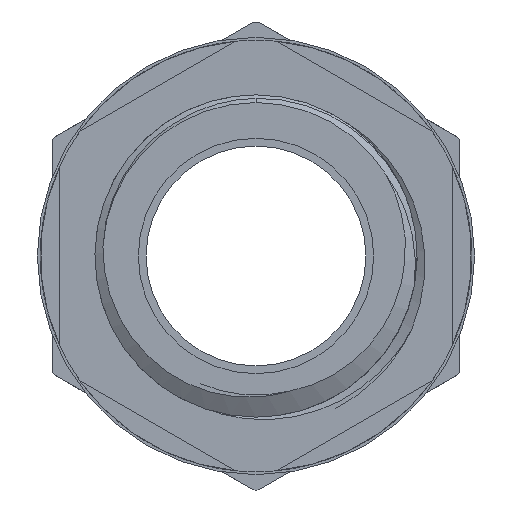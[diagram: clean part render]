
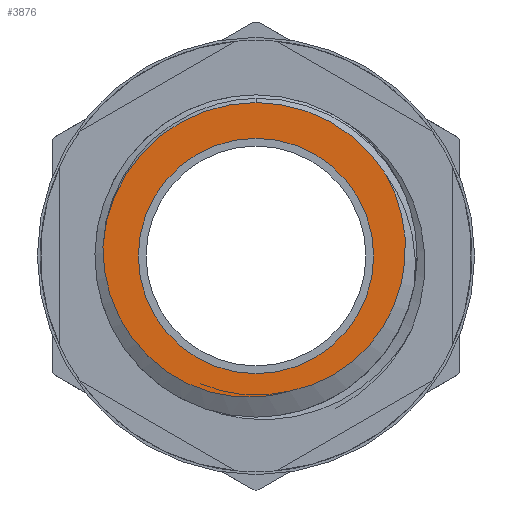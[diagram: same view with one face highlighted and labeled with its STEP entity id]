
A CAD part, front view. The second image highlights one B-rep face of the part: STEP entity #3876.
In plain terms, the highlighted planar face has unit normal (0, -1, 0).
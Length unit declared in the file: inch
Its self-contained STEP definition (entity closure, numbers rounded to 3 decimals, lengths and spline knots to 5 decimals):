
#15 = CARTESIAN_POINT ( 'NONE',  ( 0.07371, -0.59, -0.3566 ) ) ;
#33 = DIRECTION ( 'NONE',  ( 0., 0., 1. ) ) ;
#145 = CARTESIAN_POINT ( 'NONE',  ( -0.39917, -0.59, 0.02568 ) ) ;
#244 = CARTESIAN_POINT ( 'NONE',  ( 0.27194, -0.59, -0.25742 ) ) ;
#286 = CARTESIAN_POINT ( 'NONE',  ( 0.38756, -0.59, 0.06975 ) ) ;
#434 = VERTEX_POINT ( 'NONE', #9987 ) ;
#945 = CARTESIAN_POINT ( 'NONE',  ( -0.20168, -0.59, -0.32109 ) ) ;
#1183 = CARTESIAN_POINT ( 'NONE',  ( 0.11783, -0.59, -0.34642 ) ) ;
#1222 = CARTESIAN_POINT ( 'NONE',  ( 0.30275, -0.59, -0.2244 ) ) ;
#1258 = ORIENTED_EDGE ( 'NONE', *, *, #3800, .F. ) ;
#1261 = CARTESIAN_POINT ( 'NONE',  ( 0.36583, -0.59, 0.15721 ) ) ;
#1469 = DIRECTION ( 'NONE',  ( 0., -1., 0. ) ) ;
#1866 = CARTESIAN_POINT ( 'NONE',  ( -0.39961, -0.59, -0.0045 ) ) ;
#1911 = CARTESIAN_POINT ( 'NONE',  ( -0.16141, -0.59, -0.34053 ) ) ;
#2169 = CARTESIAN_POINT ( 'NONE',  ( 0.34511, -0.59, -0.16298 ) ) ;
#2211 = CARTESIAN_POINT ( 'NONE',  ( 0.33988, -0.59, 0.21091 ) ) ;
#2393 = CIRCLE ( 'NONE', #2972, 0.4 ) ;
#2798 = CARTESIAN_POINT ( 'NONE',  ( -0.39665, -0.59, -0.03415 ) ) ;
#2831 = CARTESIAN_POINT ( 'NONE',  ( -0.11913, -0.59, -0.35502 ) ) ;
#2852 = VERTEX_POINT ( 'NONE', #11082 ) ;
#2972 = AXIS2_PLACEMENT_3D ( 'NONE', #11355, #5716, #33 ) ;
#3098 = CARTESIAN_POINT ( 'NONE',  ( 0., -0.59, 0. ) ) ;
#3104 = CARTESIAN_POINT ( 'NONE',  ( 0.36843, -0.59, -0.10745 ) ) ;
#3290 = ORIENTED_EDGE ( 'NONE', *, *, #11918, .T. ) ;
#3341 = EDGE_CURVE ( 'NONE', #4246, #434, #10809, .T. ) ;
#3557 = ORIENTED_EDGE ( 'NONE', *, *, #9119, .F. ) ;
#3662 = AXIS2_PLACEMENT_3D ( 'NONE', #10769, #5117, #11689 ) ;
#3736 = CARTESIAN_POINT ( 'NONE',  ( 0., -0.59, 0. ) ) ;
#3750 = CARTESIAN_POINT ( 'NONE',  ( -0.37452, -0.59, -0.12138 ) ) ;
#3797 = CARTESIAN_POINT ( 'NONE',  ( -0.06017, -0.59, -0.36728 ) ) ;
#3800 = EDGE_CURVE ( 'NONE', #7026, #11574, #8683, .T. ) ;
#3876 = ADVANCED_FACE ( 'NONE', ( #10576, #5549 ), #8789, .F. ) ;
#4008 = CARTESIAN_POINT ( 'NONE',  ( 0.18681, -0.59, -0.3182 ) ) ;
#4043 = DIRECTION ( 'NONE',  ( 0., 0., 1. ) ) ;
#4049 = CARTESIAN_POINT ( 'NONE',  ( 0.38065, -0.59, -0.06434 ) ) ;
#4246 = VERTEX_POINT ( 'NONE', #145 ) ;
#4275 = ORIENTED_EDGE ( 'NONE', *, *, #3341, .T. ) ;
#4601 = ORIENTED_EDGE ( 'NONE', *, *, #9606, .T. ) ;
#4609 = AXIS2_PLACEMENT_3D ( 'NONE', #3736, #10335, #4668 ) ;
#4668 = DIRECTION ( 'NONE',  ( 0., 0., -1. ) ) ;
#4688 = CARTESIAN_POINT ( 'NONE',  ( -0.33355, -0.59, -0.20068 ) ) ;
#4723 = CARTESIAN_POINT ( 'NONE',  ( 0.01436, -0.59, -0.36709 ) ) ;
#4775 = EDGE_LOOP ( 'NONE', ( #4275, #3290, #4601, #8809 ) ) ;
#4938 = VERTEX_POINT ( 'NONE', #10244 ) ;
#4956 = CARTESIAN_POINT ( 'NONE',  ( 0.22558, -0.59, -0.29496 ) ) ;
#5005 = CARTESIAN_POINT ( 'NONE',  ( 0.38783, -0.59, -0.02013 ) ) ;
#5117 = DIRECTION ( 'NONE',  ( 0., -1., 0. ) ) ;
#5549 = FACE_BOUND ( 'NONE', #12006, .T. ) ;
#5644 = CARTESIAN_POINT ( 'NONE',  ( -0.27485, -0.59, -0.26901 ) ) ;
#5689 = CARTESIAN_POINT ( 'NONE',  ( 0.05908, -0.59, -0.36015 ) ) ;
#5716 = DIRECTION ( 'NONE',  ( 0., -1., 0. ) ) ;
#5799 = EDGE_CURVE ( 'NONE', #2852, #4246, #2393, .T. ) ;
#5909 = CARTESIAN_POINT ( 'NONE',  ( 0.26091, -0.59, -0.26748 ) ) ;
#5947 = CARTESIAN_POINT ( 'NONE',  ( 0.38986, -0.59, 0.02503 ) ) ;
#6616 = CARTESIAN_POINT ( 'NONE',  ( -0.22738, -0.59, -0.30533 ) ) ;
#6652 = CARTESIAN_POINT ( 'NONE',  ( 0.08814, -0.59, -0.35214 ) ) ;
#6876 = CARTESIAN_POINT ( 'NONE',  ( 0.29284, -0.59, -0.23591 ) ) ;
#6921 = CARTESIAN_POINT ( 'NONE',  ( 0.38263, -0.59, 0.09917 ) ) ;
#7026 = VERTEX_POINT ( 'NONE', #7925 ) ;
#7123 = CARTESIAN_POINT ( 'NONE',  ( 0., -0.59, 0. ) ) ;
#7565 = CARTESIAN_POINT ( 'NONE',  ( -0.18848, -0.59, -0.32812 ) ) ;
#7798 = CARTESIAN_POINT ( 'NONE',  ( 0.08814, -0.59, -0.35214 ) ) ;
#7842 = CARTESIAN_POINT ( 'NONE',  ( 0.32998, -0.59, -0.18866 ) ) ;
#7883 = CARTESIAN_POINT ( 'NONE',  ( 0.35434, -0.59, 0.18478 ) ) ;
#7925 = CARTESIAN_POINT ( 'NONE',  ( 0., -0.59, 0.30675 ) ) ;
#8092 = DIRECTION ( 'NONE',  ( 0., 0., 1. ) ) ;
#8216 = CARTESIAN_POINT ( 'NONE',  ( 0., -0.59, -0.30675 ) ) ;
#8455 = CARTESIAN_POINT ( 'NONE',  ( -0.39917, -0.59, 0.02568 ) ) ;
#8530 = CARTESIAN_POINT ( 'NONE',  ( -0.14754, -0.59, -0.34591 ) ) ;
#8683 = CIRCLE ( 'NONE', #4609, 0.30675 ) ;
#8789 = PLANE ( 'NONE',  #12149 ) ;
#8793 = CARTESIAN_POINT ( 'NONE',  ( 0.36321, -0.59, -0.12167 ) ) ;
#8809 = ORIENTED_EDGE ( 'NONE', *, *, #5799, .T. ) ;
#9119 = EDGE_CURVE ( 'NONE', #11574, #7026, #12005, .T. ) ;
#9431 = CARTESIAN_POINT ( 'NONE',  ( -0.38418, -0.59, -0.09246 ) ) ;
#9461 = CARTESIAN_POINT ( 'NONE',  ( -0.1045, -0.59, -0.35877 ) ) ;
#9606 = EDGE_CURVE ( 'NONE', #4938, #2852, #11302, .T. ) ;
#9680 = CARTESIAN_POINT ( 'NONE',  ( 0.14619, -0.59, -0.33717 ) ) ;
#9718 = DIRECTION ( 'NONE',  ( 0., 1., 0. ) ) ;
#9723 = CARTESIAN_POINT ( 'NONE',  ( 0.37714, -0.59, -0.07884 ) ) ;
#9987 = CARTESIAN_POINT ( 'NONE',  ( 0.08814, -0.59, -0.35214 ) ) ;
#10244 = CARTESIAN_POINT ( 'NONE',  ( 0.33988, -0.59, 0.21091 ) ) ;
#10335 = DIRECTION ( 'NONE',  ( 0., -1., 0. ) ) ;
#10350 = CARTESIAN_POINT ( 'NONE',  ( -0.34921, -0.59, -0.17533 ) ) ;
#10386 = CARTESIAN_POINT ( 'NONE',  ( -0.03045, -0.59, -0.36934 ) ) ;
#10576 = FACE_OUTER_BOUND ( 'NONE', #4775, .T. ) ;
#10620 = CARTESIAN_POINT ( 'NONE',  ( 0.20011, -0.59, -0.31096 ) ) ;
#10659 = CARTESIAN_POINT ( 'NONE',  ( 0.386, -0.59, -0.03499 ) ) ;
#10769 = CARTESIAN_POINT ( 'NONE',  ( 0., -0.59, 0. ) ) ;
#10809 = B_SPLINE_CURVE_WITH_KNOTS ( 'NONE', 3,
 ( #8455, #1866, #2798, #9431, #3750, #10350, #4688, #11290, #5644, #12175, #6616, #945, #7565, #1911, #8530, #2831, #9461, #3797, #10386, #4723, #11332, #5689, #15, #6652 ),
 .UNSPECIFIED., .F., .F.,
 ( 4, 2, 2, 2, 2, 2, 2, 2, 2, 2, 2, 4 ),
 ( 0.01058, 0.01285, 0.01512, 0.01738, 0.01965, 0.02078, 0.02192, 0.02305, 0.02419, 0.02645, 0.02759, 0.02872 ),
 .UNSPECIFIED. ) ;
#11082 = CARTESIAN_POINT ( 'NONE',  ( 0., -0.59, 0.4 ) ) ;
#11290 = CARTESIAN_POINT ( 'NONE',  ( -0.296, -0.59, -0.24799 ) ) ;
#11302 = CIRCLE ( 'NONE', #11631, 0.4 ) ;
#11332 = CARTESIAN_POINT ( 'NONE',  ( 0.02941, -0.59, -0.36539 ) ) ;
#11355 = CARTESIAN_POINT ( 'NONE',  ( 0., -0.59, 0. ) ) ;
#11547 = CARTESIAN_POINT ( 'NONE',  ( 0.23773, -0.59, -0.28625 ) ) ;
#11574 = VERTEX_POINT ( 'NONE', #8216 ) ;
#11586 = CARTESIAN_POINT ( 'NONE',  ( 0.38977, -0.59, 0.00998 ) ) ;
#11631 = AXIS2_PLACEMENT_3D ( 'NONE', #7123, #1469, #8092 ) ;
#11689 = DIRECTION ( 'NONE',  ( 0., 0., -1. ) ) ;
#11918 = EDGE_CURVE ( 'NONE', #434, #4938, #11965, .T. ) ;
#11965 = B_SPLINE_CURVE_WITH_KNOTS ( 'NONE', 3,
 ( #7798, #1183, #9680, #4008, #10620, #4956, #11547, #5909, #244, #6876, #1222, #7842, #2169, #8793, #3104, #9723, #4049, #10659, #5005, #11586, #5947, #286, #6921, #1261, #7883, #2211 ),
 .UNSPECIFIED., .F., .F.,
 ( 4, 2, 2, 2, 2, 2, 2, 2, 2, 2, 2, 2, 4 ),
 ( 0., 0.00227, 0.00341, 0.00454, 0.00568, 0.00681, 0.00908, 0.01022, 0.01135, 0.01249, 0.01362, 0.0159, 0.01817 ),
 .UNSPECIFIED. ) ;
#12005 = CIRCLE ( 'NONE', #3662, 0.30675 ) ;
#12006 = EDGE_LOOP ( 'NONE', ( #3557, #1258 ) ) ;
#12149 = AXIS2_PLACEMENT_3D ( 'NONE', #3098, #9718, #4043 ) ;
#12175 = CARTESIAN_POINT ( 'NONE',  ( -0.23971, -0.59, -0.29671 ) ) ;
